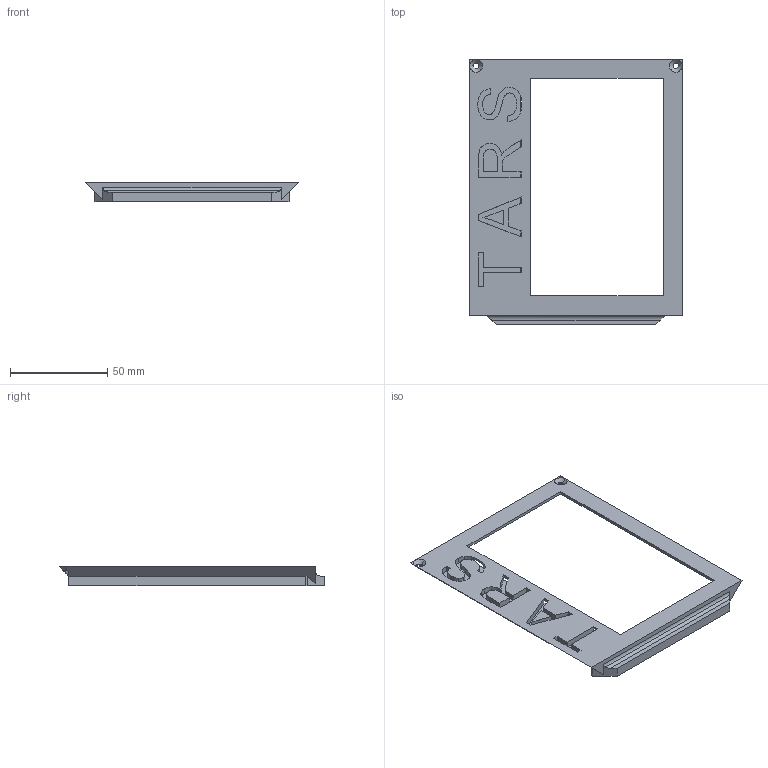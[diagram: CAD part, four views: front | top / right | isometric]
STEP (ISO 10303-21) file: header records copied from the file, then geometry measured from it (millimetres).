
FILE_DESCRIPTION (( 'STEP AP203' ), '1' );
FILE_NAME ('LidC (1)_1^Upper Lid_1_Chassis_1_tars_3_v9_tvCxpHViUu_1_tars_3_v9_tvCxpHViUu.STEP', '2024-07-15T10:49:40', ( '微软用户' ), ( '微软中国' ), 'SwSTEP 2.0', 'SolidWorks 2023', '' );
FILE_SCHEMA (( 'CONFIG_CONTROL_DESIGN' ));
Length unit declared in the file: millimetre
Products named in the file (1): LidC (1)_1^Upper Lid_1_Chassis_1_tars_3_v9_tvCxpHViUu_1_tars_3_v9_tvCxpHViUu
Bounding box: 110 x 137 x 10 mm (x, y, z)
Volume: 28921.5 mm3; surface area: 21215.9 mm2
Topology: 1 solids, 1 shells, 124 faces, 381 edges, 251 vertices
Faces by surface type: plane 63, bspline 51, cylinder 6, cone 4
Entity records: 4792 total; most frequent: CARTESIAN_POINT 1676, ORIENTED_EDGE 762, DIRECTION 419, EDGE_CURVE 381, LINE 255, VECTOR 255, VERTEX_POINT 251, EDGE_LOOP 134
